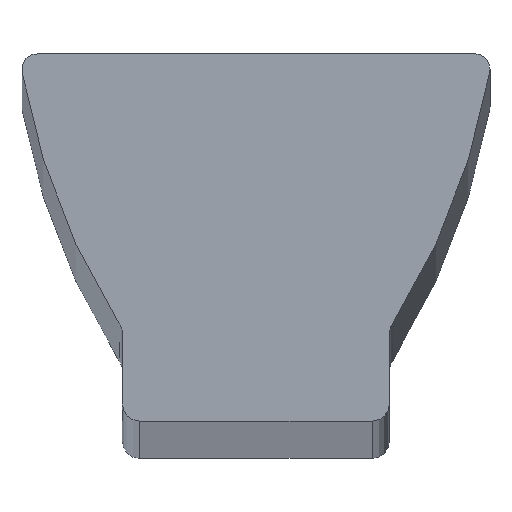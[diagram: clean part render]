
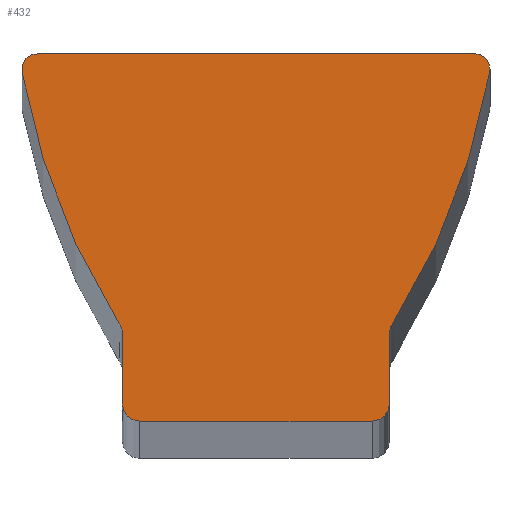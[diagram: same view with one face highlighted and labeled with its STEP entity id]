
A CAD part, top view. The second image highlights one B-rep face of the part: STEP entity #432.
In plain terms, the highlighted planar face has unit normal (0, 0, 1).
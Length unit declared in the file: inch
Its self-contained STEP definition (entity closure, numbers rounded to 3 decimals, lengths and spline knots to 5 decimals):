
#6 = ORIENTED_EDGE ( 'NONE', *, *, #34, .T. ) ;
#7 = DIRECTION ( 'NONE',  ( -1., 0., 0. ) ) ;
#10 = DIRECTION ( 'NONE',  ( 1., 0., 0. ) ) ;
#19 = ORIENTED_EDGE ( 'NONE', *, *, #307, .T. ) ;
#21 = EDGE_CURVE ( 'NONE', #428, #347, #229, .T. ) ;
#32 = CIRCLE ( 'NONE', #475, 0.01457 ) ;
#34 = EDGE_CURVE ( 'NONE', #347, #408, #522, .T. ) ;
#35 = DIRECTION ( 'NONE',  ( 0., 0., 1. ) ) ;
#36 = ORIENTED_EDGE ( 'NONE', *, *, #454, .T. ) ;
#39 = VERTEX_POINT ( 'NONE', #327 ) ;
#43 = DIRECTION ( 'NONE',  ( -1., 0., 0. ) ) ;
#51 = VERTEX_POINT ( 'NONE', #145 ) ;
#53 = VERTEX_POINT ( 'NONE', #293 ) ;
#54 = VERTEX_POINT ( 'NONE', #352 ) ;
#56 = AXIS2_PLACEMENT_3D ( 'NONE', #348, #367, #7 ) ;
#59 = DIRECTION ( 'NONE',  ( 1., 0., 0. ) ) ;
#64 = LINE ( 'NONE', #118, #198 ) ;
#68 = VERTEX_POINT ( 'NONE', #255 ) ;
#72 = EDGE_CURVE ( 'NONE', #54, #374, #162, .T. ) ;
#75 = CARTESIAN_POINT ( 'NONE',  ( 0.125, 0.082, 0.3125 ) ) ;
#78 = EDGE_LOOP ( 'NONE', ( #19, #36, #468, #287, #6, #469, #502, #148, #98, #373, #458, #312, #88 ) ) ;
#84 = DIRECTION ( 'NONE',  ( 0., -1., 0. ) ) ;
#85 = AXIS2_PLACEMENT_3D ( 'NONE', #295, #227, #394 ) ;
#88 = ORIENTED_EDGE ( 'NONE', *, *, #140, .T. ) ;
#90 = VERTEX_POINT ( 'NONE', #182 ) ;
#98 = ORIENTED_EDGE ( 'NONE', *, *, #349, .T. ) ;
#106 = EDGE_CURVE ( 'NONE', #416, #428, #228, .T. ) ;
#108 = EDGE_CURVE ( 'NONE', #90, #54, #115, .T. ) ;
#114 = DIRECTION ( 'NONE',  ( 0., 0., 1. ) ) ;
#115 = CIRCLE ( 'NONE', #317, 0.016 ) ;
#118 = CARTESIAN_POINT ( 'NONE',  ( -0.125, 0.016, 0.3125 ) ) ;
#125 = VECTOR ( 'NONE', #286, 39.37008 ) ;
#140 = EDGE_CURVE ( 'NONE', #68, #39, #143, .T. ) ;
#143 = CIRCLE ( 'NONE', #85, 0.65696 ) ;
#145 = CARTESIAN_POINT ( 'NONE',  ( -0.109, 0., 0.3125 ) ) ;
#146 = CARTESIAN_POINT ( 'NONE',  ( -0.14, 0.082, 0.3125 ) ) ;
#147 = DIRECTION ( 'NONE',  ( -1., 0., 0. ) ) ;
#148 = ORIENTED_EDGE ( 'NONE', *, *, #297, .T. ) ;
#153 = CARTESIAN_POINT ( 'NONE',  ( 0.428, 0.44093, 0.3125 ) ) ;
#159 = CARTESIAN_POINT ( 'NONE',  ( 0.21922, 0.32953, 0.3125 ) ) ;
#162 = LINE ( 'NONE', #481, #231 ) ;
#163 = DIRECTION ( 'NONE',  ( 0., 1., 0. ) ) ;
#168 = CIRCLE ( 'NONE', #184, 0.01457 ) ;
#169 = CARTESIAN_POINT ( 'NONE',  ( 0.20465, 0.32953, 0.3125 ) ) ;
#178 = DIRECTION ( 'NONE',  ( 1., 0., 0. ) ) ;
#182 = CARTESIAN_POINT ( 'NONE',  ( 0.109, 0., 0.3125 ) ) ;
#184 = AXIS2_PLACEMENT_3D ( 'NONE', #274, #280, #496 ) ;
#198 = VECTOR ( 'NONE', #84, 39.37008 ) ;
#203 = CARTESIAN_POINT ( 'NONE',  ( -0.109, 0.016, 0.3125 ) ) ;
#204 = CARTESIAN_POINT ( 'NONE',  ( -0.20465, 0.32953, 0.3125 ) ) ;
#212 = CARTESIAN_POINT ( 'NONE',  ( -0.203, 0.344, 0.3125 ) ) ;
#216 = DIRECTION ( 'NONE',  ( 0., 0., 1. ) ) ;
#222 = VERTEX_POINT ( 'NONE', #405 ) ;
#227 = DIRECTION ( 'NONE',  ( 0., 0., 1. ) ) ;
#228 = LINE ( 'NONE', #246, #125 ) ;
#229 = CIRCLE ( 'NONE', #414, 0.01457 ) ;
#231 = VECTOR ( 'NONE', #163, 39.37008 ) ;
#246 = CARTESIAN_POINT ( 'NONE',  ( 0.203, 0.344, 0.3125 ) ) ;
#251 = DIRECTION ( 'NONE',  ( -1., 0., 0. ) ) ;
#255 = CARTESIAN_POINT ( 'NONE',  ( 0.128, 0.091, 0.3125 ) ) ;
#257 = CIRCLE ( 'NONE', #359, 0.015 ) ;
#267 = AXIS2_PLACEMENT_3D ( 'NONE', #153, #35, #147 ) ;
#274 = CARTESIAN_POINT ( 'NONE',  ( 0.20465, 0.32953, 0.3125 ) ) ;
#280 = DIRECTION ( 'NONE',  ( 0., 0., 1. ) ) ;
#286 = DIRECTION ( 'NONE',  ( -1., 0., 0. ) ) ;
#287 = ORIENTED_EDGE ( 'NONE', *, *, #21, .T. ) ;
#288 = EDGE_CURVE ( 'NONE', #374, #68, #300, .T. ) ;
#289 = CARTESIAN_POINT ( 'NONE',  ( 0.203, 0.344, 0.3125 ) ) ;
#293 = CARTESIAN_POINT ( 'NONE',  ( -0.125, 0.082, 0.3125 ) ) ;
#295 = CARTESIAN_POINT ( 'NONE',  ( -0.428, 0.44093, 0.3125 ) ) ;
#297 = EDGE_CURVE ( 'NONE', #222, #51, #392, .T. ) ;
#300 = CIRCLE ( 'NONE', #56, 0.015 ) ;
#304 = DIRECTION ( 'NONE',  ( 1., 0., 0. ) ) ;
#307 = EDGE_CURVE ( 'NONE', #39, #517, #32, .T. ) ;
#312 = ORIENTED_EDGE ( 'NONE', *, *, #288, .T. ) ;
#314 = CARTESIAN_POINT ( 'NONE',  ( -0.219, 0.327, 0.3125 ) ) ;
#315 = DIRECTION ( 'NONE',  ( 0., 0., 1. ) ) ;
#317 = AXIS2_PLACEMENT_3D ( 'NONE', #321, #114, #178 ) ;
#321 = CARTESIAN_POINT ( 'NONE',  ( 0.109, 0.016, 0.3125 ) ) ;
#327 = CARTESIAN_POINT ( 'NONE',  ( 0.219, 0.327, 0.3125 ) ) ;
#332 = PLANE ( 'NONE',  #439 ) ;
#336 = EDGE_CURVE ( 'NONE', #408, #53, #257, .T. ) ;
#347 = VERTEX_POINT ( 'NONE', #314 ) ;
#348 = CARTESIAN_POINT ( 'NONE',  ( 0.14, 0.082, 0.3125 ) ) ;
#349 = EDGE_CURVE ( 'NONE', #51, #90, #406, .T. ) ;
#352 = CARTESIAN_POINT ( 'NONE',  ( 0.125, 0.016, 0.3125 ) ) ;
#359 = AXIS2_PLACEMENT_3D ( 'NONE', #146, #385, #59 ) ;
#365 = CARTESIAN_POINT ( 'NONE',  ( 0.20465, 0.32953, 0.3125 ) ) ;
#367 = DIRECTION ( 'NONE',  ( 0., 0., -1. ) ) ;
#373 = ORIENTED_EDGE ( 'NONE', *, *, #108, .T. ) ;
#374 = VERTEX_POINT ( 'NONE', #75 ) ;
#379 = VECTOR ( 'NONE', #304, 39.37008 ) ;
#385 = DIRECTION ( 'NONE',  ( 0., 0., -1. ) ) ;
#392 = CIRCLE ( 'NONE', #523, 0.016 ) ;
#394 = DIRECTION ( 'NONE',  ( 1., 0., 0. ) ) ;
#398 = DIRECTION ( 'NONE',  ( 0., 0., 1. ) ) ;
#405 = CARTESIAN_POINT ( 'NONE',  ( -0.125, 0.016, 0.3125 ) ) ;
#406 = LINE ( 'NONE', #494, #379 ) ;
#408 = VERTEX_POINT ( 'NONE', #479 ) ;
#414 = AXIS2_PLACEMENT_3D ( 'NONE', #204, #216, #43 ) ;
#416 = VERTEX_POINT ( 'NONE', #289 ) ;
#428 = VERTEX_POINT ( 'NONE', #212 ) ;
#432 = ADVANCED_FACE ( 'NONE', ( #509 ), #332, .T. ) ;
#439 = AXIS2_PLACEMENT_3D ( 'NONE', #169, #315, #10 ) ;
#452 = DIRECTION ( 'NONE',  ( 1., 0., 0. ) ) ;
#454 = EDGE_CURVE ( 'NONE', #517, #416, #168, .T. ) ;
#458 = ORIENTED_EDGE ( 'NONE', *, *, #72, .T. ) ;
#460 = DIRECTION ( 'NONE',  ( 0., 0., 1. ) ) ;
#466 = EDGE_CURVE ( 'NONE', #53, #222, #64, .T. ) ;
#468 = ORIENTED_EDGE ( 'NONE', *, *, #106, .T. ) ;
#469 = ORIENTED_EDGE ( 'NONE', *, *, #336, .T. ) ;
#475 = AXIS2_PLACEMENT_3D ( 'NONE', #365, #398, #452 ) ;
#479 = CARTESIAN_POINT ( 'NONE',  ( -0.128, 0.091, 0.3125 ) ) ;
#481 = CARTESIAN_POINT ( 'NONE',  ( 0.125, 0.016, 0.3125 ) ) ;
#494 = CARTESIAN_POINT ( 'NONE',  ( -0.109, 0., 0.3125 ) ) ;
#496 = DIRECTION ( 'NONE',  ( 1., 0., 0. ) ) ;
#502 = ORIENTED_EDGE ( 'NONE', *, *, #466, .T. ) ;
#509 = FACE_OUTER_BOUND ( 'NONE', #78, .T. ) ;
#517 = VERTEX_POINT ( 'NONE', #159 ) ;
#522 = CIRCLE ( 'NONE', #267, 0.65696 ) ;
#523 = AXIS2_PLACEMENT_3D ( 'NONE', #203, #460, #251 ) ;
